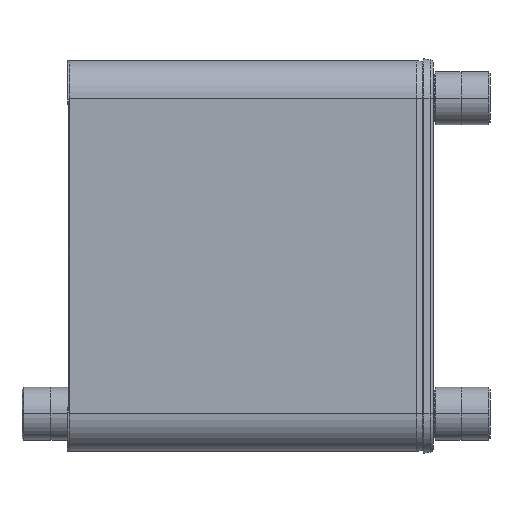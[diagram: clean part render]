
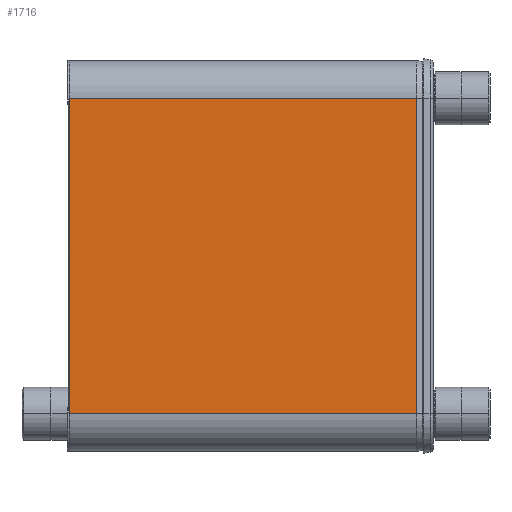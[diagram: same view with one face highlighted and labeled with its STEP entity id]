
A CAD part, left-side view. The second image highlights one B-rep face of the part: STEP entity #1716.
In plain terms, the highlighted planar face has unit normal (-1, 0, 0).
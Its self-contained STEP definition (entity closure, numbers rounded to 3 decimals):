
#255=DIRECTION('',(0.,0.,1.));
#256=VECTOR('',#255,250.064);
#257=CARTESIAN_POINT('',(-55.,11.3,-125.032));
#258=LINE('',#257,#256);
#400=DIRECTION('',(0.,0.,-1.));
#401=VECTOR('',#400,250.);
#402=CARTESIAN_POINT('',(-55.,286.6,125.));
#403=LINE('',#402,#401);
#404=CARTESIAN_POINT('',(-55.,286.6,125.032));
#405=CARTESIAN_POINT('',(-55.,286.6,125.027));
#406=CARTESIAN_POINT('',(-55.,286.6,125.016));
#407=CARTESIAN_POINT('',(-55.,286.6,125.005));
#408=CARTESIAN_POINT('',(-55.,286.6,125.));
#410=DIRECTION('',(0.,-1.,0.));
#411=VECTOR('',#410,275.3);
#412=CARTESIAN_POINT('',(-55.,286.6,-125.032));
#413=LINE('',#412,#411);
#414=CARTESIAN_POINT('',(-55.,286.6,-125.));
#415=CARTESIAN_POINT('',(-55.,286.6,-125.005));
#416=CARTESIAN_POINT('',(-55.,286.6,-125.016));
#417=CARTESIAN_POINT('',(-55.,286.6,-125.027));
#418=CARTESIAN_POINT('',(-55.,286.6,-125.032));
#912=DIRECTION('',(0.,-1.,0.));
#913=VECTOR('',#912,275.3);
#914=CARTESIAN_POINT('',(-55.,286.6,125.032));
#915=LINE('',#914,#913);
#953=CARTESIAN_POINT('',(-55.,11.3,-125.032));
#955=VERTEX_POINT('',#953);
#957=CARTESIAN_POINT('',(-55.,11.3,125.032));
#959=VERTEX_POINT('',#957);
#1041=CARTESIAN_POINT('',(-55.,286.6,125.));
#1042=CARTESIAN_POINT('',(-55.,286.6,-125.));
#1043=VERTEX_POINT('',#1041);
#1044=VERTEX_POINT('',#1042);
#1059=CARTESIAN_POINT('',(-55.,286.6,
-125.032));
#1060=VERTEX_POINT('',#1059);
#1061=CARTESIAN_POINT('',(-55.,286.6,125.032));
#1062=VERTEX_POINT('',#1061);
#1699=CARTESIAN_POINT('',(-55.,286.6,-125.032));
#1700=DIRECTION('',(-1.,0.,0.));
#1701=DIRECTION('',(0.,-1.,0.));
#1702=AXIS2_PLACEMENT_3D('',#1699,#1700,#1701);
#1703=PLANE('',#1702);
#1705=ORIENTED_EDGE('',*,*,#1704,.F.);
#1706=ORIENTED_EDGE('',*,*,#1690,.F.);
#1708=ORIENTED_EDGE('',*,*,#1707,.T.);
#1709=ORIENTED_EDGE('',*,*,#1473,.F.);
#1711=ORIENTED_EDGE('',*,*,#1710,.F.);
#1713=ORIENTED_EDGE('',*,*,#1712,.F.);
#1714=EDGE_LOOP('',(#1705,#1706,#1708,#1709,#1711,#1713));
#1715=FACE_OUTER_BOUND('',#1714,.F.);
#1716=ADVANCED_FACE('',(#1715),#1703,.T.);
#409=B_SPLINE_CURVE_WITH_KNOTS('',3,(#404,#405,#406,#407,#408),.UNSPECIFIED.,
.F.,.F.,(4,1,4),(0.,0.5,1.),.UNSPECIFIED.);
#419=B_SPLINE_CURVE_WITH_KNOTS('',3,(#414,#415,#416,#417,#418),.UNSPECIFIED.,
.F.,.F.,(4,1,4),(0.,0.5,1.),.UNSPECIFIED.);
#1473=EDGE_CURVE('',#955,#959,#258,.T.);
#1690=EDGE_CURVE('',#1062,#1043,#409,.T.);
#1704=EDGE_CURVE('',#1043,#1044,#403,.T.);
#1707=EDGE_CURVE('',#1062,#959,#915,.T.);
#1710=EDGE_CURVE('',#1060,#955,#413,.T.);
#1712=EDGE_CURVE('',#1044,#1060,#419,.T.);
